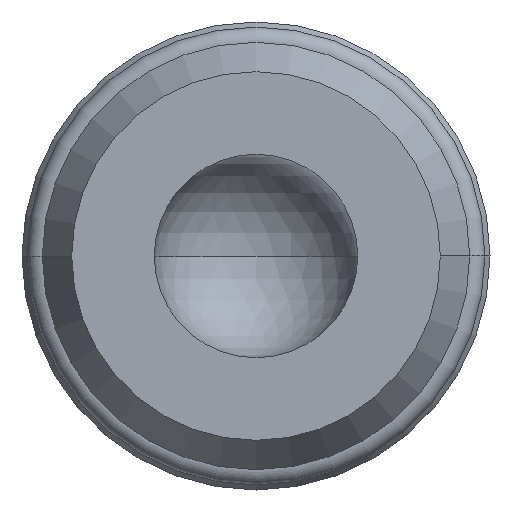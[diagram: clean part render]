
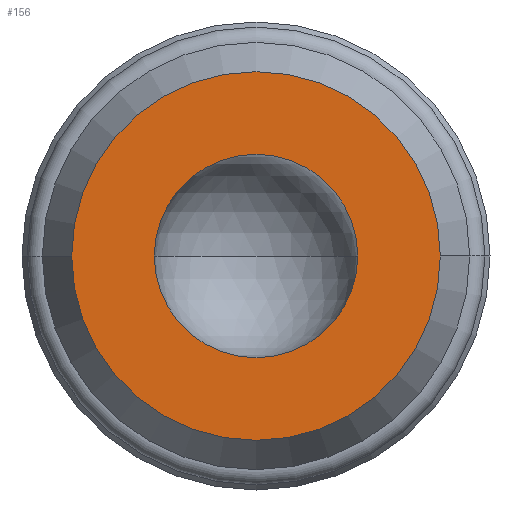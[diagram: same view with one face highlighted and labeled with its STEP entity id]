
A CAD part, front view. The second image highlights one B-rep face of the part: STEP entity #156.
In plain terms, the highlighted planar face has unit normal (0, -1, 0).
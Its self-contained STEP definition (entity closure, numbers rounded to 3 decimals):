
#52 = CIRCLE ( 'NONE', #377, 0.4 ) ;
#67 = ORIENTED_EDGE ( 'NONE', *, *, #207, .F. ) ;
#77 = DIRECTION ( 'NONE',  ( -1., 0., 0. ) ) ;
#95 = VERTEX_POINT ( 'NONE', #483 ) ;
#96 = VERTEX_POINT ( 'NONE', #396 ) ;
#108 = CIRCLE ( 'NONE', #121, 0.725 ) ;
#111 = CARTESIAN_POINT ( 'NONE',  ( 0.725, -12.19, 0. ) ) ;
#121 = AXIS2_PLACEMENT_3D ( 'NONE', #127, #326, #403 ) ;
#127 = CARTESIAN_POINT ( 'NONE',  ( 0., -12.19, 0. ) ) ;
#139 = ORIENTED_EDGE ( 'NONE', *, *, #375, .T. ) ;
#150 = DIRECTION ( 'NONE',  ( -1., 0., 0. ) ) ;
#155 = DIRECTION ( 'NONE',  ( 0., 1., 0. ) ) ;
#156 = ADVANCED_FACE ( 'NONE', ( #232, #276 ), #398, .F. ) ;
#169 = DIRECTION ( 'NONE',  ( 0., 1., 0. ) ) ;
#177 = ORIENTED_EDGE ( 'NONE', *, *, #464, .T. ) ;
#204 = EDGE_LOOP ( 'NONE', ( #177, #139 ) ) ;
#207 = EDGE_CURVE ( 'NONE', #236, #330, #317, .T. ) ;
#232 = FACE_OUTER_BOUND ( 'NONE', #353, .T. ) ;
#236 = VERTEX_POINT ( 'NONE', #298 ) ;
#267 = CIRCLE ( 'NONE', #335, 0.4 ) ;
#276 = FACE_BOUND ( 'NONE', #204, .T. ) ;
#282 = CARTESIAN_POINT ( 'NONE',  ( 0., -12.19, 0. ) ) ;
#288 = AXIS2_PLACEMENT_3D ( 'NONE', #469, #169, #300 ) ;
#289 = CARTESIAN_POINT ( 'NONE',  ( 0., -12.19, 0. ) ) ;
#298 = CARTESIAN_POINT ( 'NONE',  ( -0.725, -12.19, 0. ) ) ;
#300 = DIRECTION ( 'NONE',  ( -1., 0., 0. ) ) ;
#317 = CIRCLE ( 'NONE', #288, 0.725 ) ;
#326 = DIRECTION ( 'NONE',  ( 0., 1., 0. ) ) ;
#330 = VERTEX_POINT ( 'NONE', #367 ) ;
#335 = AXIS2_PLACEMENT_3D ( 'NONE', #289, #155, #451 ) ;
#353 = EDGE_LOOP ( 'NONE', ( #67, #420 ) ) ;
#367 = CARTESIAN_POINT ( 'NONE',  ( 0.725, -12.19, 0. ) ) ;
#375 = EDGE_CURVE ( 'NONE', #95, #96, #267, .T. ) ;
#377 = AXIS2_PLACEMENT_3D ( 'NONE', #282, #414, #77 ) ;
#396 = CARTESIAN_POINT ( 'NONE',  ( -0.4, -12.19, 0. ) ) ;
#398 = PLANE ( 'NONE',  #528 ) ;
#403 = DIRECTION ( 'NONE',  ( -1., 0., 0. ) ) ;
#414 = DIRECTION ( 'NONE',  ( 0., 1., 0. ) ) ;
#420 = ORIENTED_EDGE ( 'NONE', *, *, #445, .F. ) ;
#445 = EDGE_CURVE ( 'NONE', #330, #236, #108, .T. ) ;
#451 = DIRECTION ( 'NONE',  ( -1., 0., 0. ) ) ;
#464 = EDGE_CURVE ( 'NONE', #96, #95, #52, .T. ) ;
#469 = CARTESIAN_POINT ( 'NONE',  ( 0., -12.19, 0. ) ) ;
#483 = CARTESIAN_POINT ( 'NONE',  ( 0.4, -12.19, 0. ) ) ;
#528 = AXIS2_PLACEMENT_3D ( 'NONE', #111, #529, #150 ) ;
#529 = DIRECTION ( 'NONE',  ( 0., 1., 0. ) ) ;
